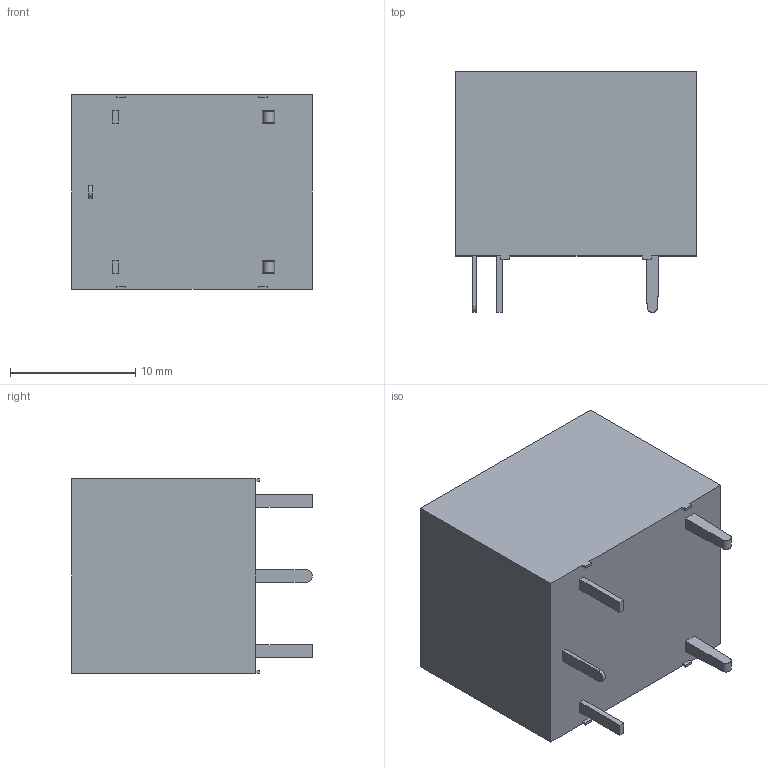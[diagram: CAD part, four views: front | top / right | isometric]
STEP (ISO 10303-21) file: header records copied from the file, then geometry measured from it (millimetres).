
FILE_DESCRIPTION (( 'STEP AP214' ), '1' );
FILE_NAME ('ORWH-SH-105D1F, 000.STEP', '2019-08-27T08:48:24', ( '' ), ( '' ), 'SwSTEP 2.0', 'SolidWorks 2017', '' );
FILE_SCHEMA (( 'AUTOMOTIVE_DESIGN' ));
Length unit declared in the file: millimetre
Products named in the file (1): ORWH-SH-105D1F, 000
Bounding box: 19.2 x 19.2 x 15.5 mm (x, y, z)
Volume: 4387.8 mm3; surface area: 1693.1 mm2
Topology: 6 solids, 6 shells, 52 faces, 120 edges, 80 vertices
Faces by surface type: plane 49, cylinder 3
Entity records: 1525 total; most frequent: CARTESIAN_POINT 265, ORIENTED_EDGE 240, DIRECTION 224, EDGE_CURVE 120, LINE 114, VECTOR 114, VERTEX_POINT 80, AXIS2_PLACEMENT_3D 55
